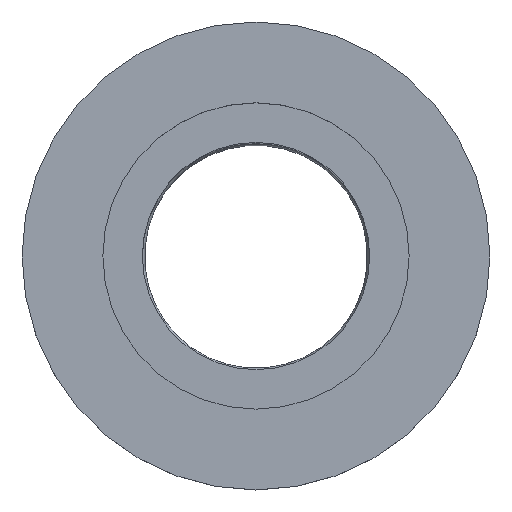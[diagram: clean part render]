
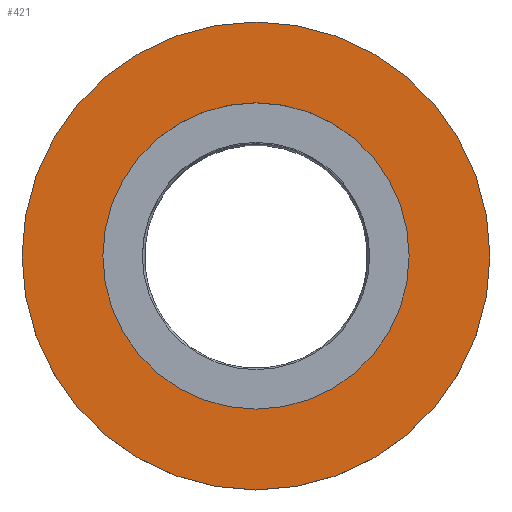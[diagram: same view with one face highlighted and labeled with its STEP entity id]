
A CAD part, top view. The second image highlights one B-rep face of the part: STEP entity #421.
In plain terms, the highlighted planar face has unit normal (0, 0, 1).
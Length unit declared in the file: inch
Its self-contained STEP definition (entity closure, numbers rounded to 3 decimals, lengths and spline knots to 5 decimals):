
#20=PLANE('',#479);
#55=FACE_BOUND('',#140,.T.);
#91=FACE_OUTER_BOUND('',#139,.T.);
#139=EDGE_LOOP('',(#319));
#140=EDGE_LOOP('',(#320));
#194=CIRCLE('',#467,0.5155);
#199=CIRCLE('',#477,0.7875);
#230=VERTEX_POINT('',#693);
#235=VERTEX_POINT('',#708);
#266=EDGE_CURVE('',#230,#230,#194,.T.);
#271=EDGE_CURVE('',#235,#235,#199,.T.);
#319=ORIENTED_EDGE('',*,*,#271,.F.);
#320=ORIENTED_EDGE('',*,*,#266,.T.);
#421=ADVANCED_FACE('',(#91,#55),#20,.F.);
#467=AXIS2_PLACEMENT_3D('',#694,#554,#555);
#477=AXIS2_PLACEMENT_3D('',#709,#574,#575);
#479=AXIS2_PLACEMENT_3D('',#711,#578,#579);
#554=DIRECTION('center_axis',(0.,0.,-1.));
#555=DIRECTION('ref_axis',(1.,0.,0.));
#574=DIRECTION('center_axis',(0.,0.,-1.));
#575=DIRECTION('ref_axis',(-1.,0.,0.));
#578=DIRECTION('center_axis',(0.,0.,-1.));
#579=DIRECTION('ref_axis',(-1.,0.,0.));
#693=CARTESIAN_POINT('',(0.5155,0.,0.));
#694=CARTESIAN_POINT('Origin',(0.,0.,0.));
#708=CARTESIAN_POINT('',(0.7875,0.,0.));
#709=CARTESIAN_POINT('Origin',(0.,0.,0.));
#711=CARTESIAN_POINT('Origin',(0.,0.,0.));
